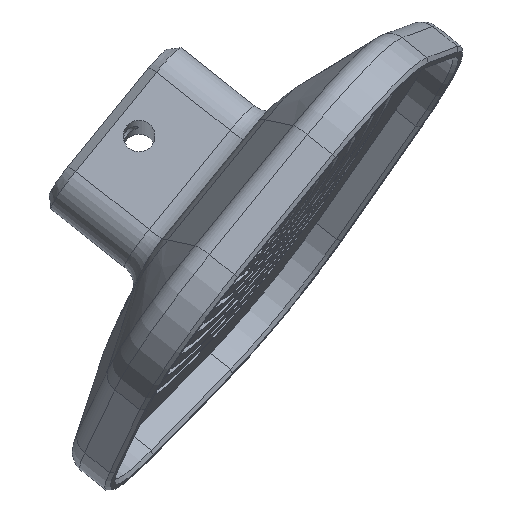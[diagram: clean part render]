
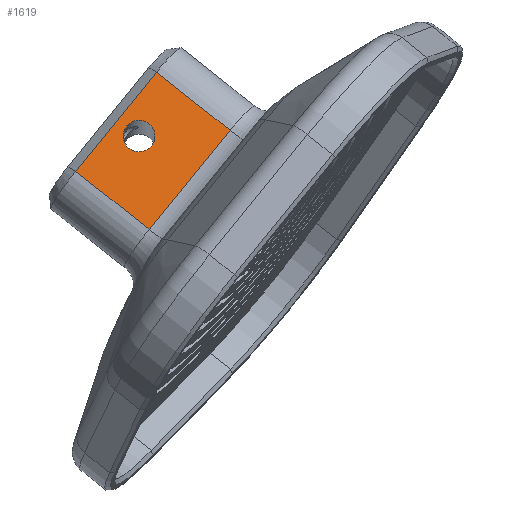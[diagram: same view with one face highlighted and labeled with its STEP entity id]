
A CAD part, front view. The second image highlights one B-rep face of the part: STEP entity #1619.
In plain terms, the highlighted planar face has unit normal (0, -0.985, 0.174).
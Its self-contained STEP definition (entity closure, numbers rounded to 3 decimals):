
#79=FACE_BOUND('',#307,.T.);
#107=PLANE('',#1813);
#199=FACE_OUTER_BOUND('',#306,.T.);
#306=EDGE_LOOP('',(#1405,#1406,#1407,#1408));
#307=EDGE_LOOP('',(#1409));
#416=CIRCLE('',#1814,1.6);
#428=LINE('',#2360,#557);
#435=LINE('',#2380,#564);
#527=LINE('',#2867,#656);
#528=LINE('',#2874,#657);
#557=VECTOR('',#1856,10.);
#564=VECTOR('',#1877,10.);
#656=VECTOR('',#2249,10.);
#657=VECTOR('',#2262,10.);
#685=VERTEX_POINT('',#2352);
#687=VERTEX_POINT('',#2358);
#693=VERTEX_POINT('',#2379);
#795=VERTEX_POINT('',#2866);
#796=VERTEX_POINT('',#2876);
#824=EDGE_CURVE('',#687,#685,#428,.T.);
#834=EDGE_CURVE('',#693,#685,#435,.T.);
#1007=EDGE_CURVE('',#693,#795,#527,.T.);
#1011=EDGE_CURVE('',#795,#687,#528,.T.);
#1012=EDGE_CURVE('',#796,#796,#416,.T.);
#1405=ORIENTED_EDGE('',*,*,#824,.F.);
#1406=ORIENTED_EDGE('',*,*,#1011,.F.);
#1407=ORIENTED_EDGE('',*,*,#1007,.F.);
#1408=ORIENTED_EDGE('',*,*,#834,.T.);
#1409=ORIENTED_EDGE('',*,*,#1012,.T.);
#1619=ADVANCED_FACE('',(#199,#79),#107,.T.);
#1813=AXIS2_PLACEMENT_3D('',#2875,#2263,#2264);
#1814=AXIS2_PLACEMENT_3D('',#2877,#2265,#2266);
#1856=DIRECTION('',(0.626,0.135,0.768));
#1877=DIRECTION('',(-0.78,0.109,0.617));
#2249=DIRECTION('',(-0.626,-0.135,-0.768));
#2262=DIRECTION('',(-0.78,0.109,0.617));
#2263=DIRECTION('center_axis',(0.,-0.985,
0.174));
#2264=DIRECTION('ref_axis',(0.626,0.135,0.768));
#2265=DIRECTION('center_axis',(0.,0.985,
-0.174));
#2266=DIRECTION('ref_axis',(0.,0.174,0.985));
#2352=CARTESIAN_POINT('',(-56.319,53.38,95.419));
#2358=CARTESIAN_POINT('',(-64.457,51.62,85.436));
#2360=CARTESIAN_POINT('',(-62.423,52.06,87.931));
#2379=CARTESIAN_POINT('',(-48.911,52.348,89.562));
#2380=CARTESIAN_POINT('',(-46.961,52.076,88.021));
#2866=CARTESIAN_POINT('',(-57.049,50.587,79.579));
#2867=CARTESIAN_POINT('',(-55.015,51.027,82.074));
#2874=CARTESIAN_POINT('',(-55.1,50.315,78.037));
#2875=CARTESIAN_POINT('Origin',(-55.1,50.315,78.037));
#2876=CARTESIAN_POINT('',(-58.077,51.968,87.41));
#2877=CARTESIAN_POINT('Origin',(-58.077,52.246,88.985));
